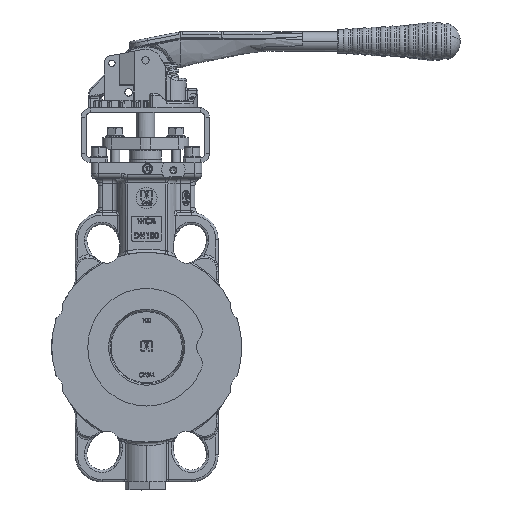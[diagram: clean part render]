
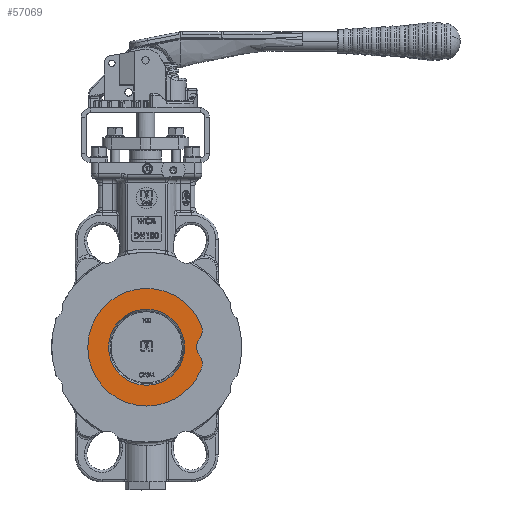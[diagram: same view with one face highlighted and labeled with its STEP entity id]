
A CAD part, top view. The second image highlights one B-rep face of the part: STEP entity #57069.
In plain terms, the highlighted planar face has unit normal (0, 0, 1).
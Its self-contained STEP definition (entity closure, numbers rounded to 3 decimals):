
#1856 = CARTESIAN_POINT ( 'NONE',  ( 0., 32.647, 22.3 ) ) ;
#3196 = ORIENTED_EDGE ( 'NONE', *, *, #202139, .F. ) ;
#4422 = FACE_BOUND ( 'NONE', #8861, .T. ) ;
#4432 = AXIS2_PLACEMENT_3D ( 'NONE', #162072, #59466, #179288 ) ;
#5369 = CARTESIAN_POINT ( 'NONE',  ( 55., 0., 22.3 ) ) ;
#8026 = EDGE_CURVE ( 'NONE', #101836, #97810, #18502, .T. ) ;
#8861 = EDGE_LOOP ( 'NONE', ( #119344, #15978 ) ) ;
#13753 = DIRECTION ( 'NONE',  ( 0., -1., 0. ) ) ;
#15094 = CARTESIAN_POINT ( 'NONE',  ( 0., 0., 22.3 ) ) ;
#15978 = ORIENTED_EDGE ( 'NONE', *, *, #218444, .T. ) ;
#18502 = CIRCLE ( 'NONE', #4432, 12. ) ;
#22603 = DIRECTION ( 'NONE',  ( 1., 0., 0. ) ) ;
#27784 = ORIENTED_EDGE ( 'NONE', *, *, #8026, .F. ) ;
#28252 = EDGE_LOOP ( 'NONE', ( #166352, #27784, #167082, #168538, #116240, #3196, #64257 ) ) ;
#28491 = AXIS2_PLACEMENT_3D ( 'NONE', #218989, #116386, #13753 ) ;
#32302 = DIRECTION ( 'NONE',  ( 1., 0., 0. ) ) ;
#35372 = DIRECTION ( 'NONE',  ( 0., 0., 1. ) ) ;
#35935 = VERTEX_POINT ( 'NONE', #126745 ) ;
#37239 = CIRCLE ( 'NONE', #216125, 12. ) ;
#38030 = EDGE_CURVE ( 'NONE', #169649, #97810, #144468, .T. ) ;
#42315 = CIRCLE ( 'NONE', #208722, 32.647 ) ;
#49924 = FACE_OUTER_BOUND ( 'NONE', #28252, .T. ) ;
#52902 = VERTEX_POINT ( 'NONE', #180464 ) ;
#57069 = ADVANCED_FACE ( 'NONE', ( #49924, #4422 ), #212873, .F. ) ;
#58025 = CARTESIAN_POINT ( 'NONE',  ( 0., 0., 22.3 ) ) ;
#59466 = DIRECTION ( 'NONE',  ( 0., 0., -1. ) ) ;
#64257 = ORIENTED_EDGE ( 'NONE', *, *, #126606, .F. ) ;
#73274 = CARTESIAN_POINT ( 'NONE',  ( 35.739, -14.318, 22.3 ) ) ;
#75298 = DIRECTION ( 'NONE',  ( 1., 0., 0. ) ) ;
#76600 = CARTESIAN_POINT ( 'NONE',  ( 0., 0., 22.3 ) ) ;
#77320 = CIRCLE ( 'NONE', #112189, 50.5 ) ;
#77323 = CIRCLE ( 'NONE', #207210, 12. ) ;
#79081 = EDGE_CURVE ( 'NONE', #104327, #208551, #90918, .T. ) ;
#80321 = AXIS2_PLACEMENT_3D ( 'NONE', #5369, #125208, #22603 ) ;
#86959 = CARTESIAN_POINT ( 'NONE',  ( 0., 0., 22.3 ) ) ;
#90410 = DIRECTION ( 'NONE',  ( 1., 0., 0. ) ) ;
#90918 = CIRCLE ( 'NONE', #114780, 50.5 ) ;
#92251 = VERTEX_POINT ( 'NONE', #1856 ) ;
#93756 = DIRECTION ( 'NONE',  ( 0., -1., 0. ) ) ;
#95481 = EDGE_CURVE ( 'NONE', #92251, #52902, #141821, .T. ) ;
#95957 = CARTESIAN_POINT ( 'NONE',  ( 35.739, -14.318, 22.3 ) ) ;
#97810 = VERTEX_POINT ( 'NONE', #170426 ) ;
#101836 = VERTEX_POINT ( 'NONE', #217936 ) ;
#104206 = DIRECTION ( 'NONE',  ( 0., -1., 0. ) ) ;
#104327 = VERTEX_POINT ( 'NONE', #158048 ) ;
#112189 = AXIS2_PLACEMENT_3D ( 'NONE', #15094, #134905, #32302 ) ;
#112760 = CARTESIAN_POINT ( 'NONE',  ( 0., 50.5, 22.3 ) ) ;
#113229 = DIRECTION ( 'NONE',  ( 1., 0., 0. ) ) ;
#114780 = AXIS2_PLACEMENT_3D ( 'NONE', #58025, #177834, #75298 ) ;
#115752 = AXIS2_PLACEMENT_3D ( 'NONE', #137952, #35372, #155161 ) ;
#116240 = ORIENTED_EDGE ( 'NONE', *, *, #79081, .T. ) ;
#116386 = DIRECTION ( 'NONE',  ( 0., 0., -1. ) ) ;
#119344 = ORIENTED_EDGE ( 'NONE', *, *, #95481, .T. ) ;
#125208 = DIRECTION ( 'NONE',  ( 0., 0., -1. ) ) ;
#126606 = EDGE_CURVE ( 'NONE', #169649, #35935, #77323, .T. ) ;
#126745 = CARTESIAN_POINT ( 'NONE',  ( 47.739, -14.318, 22.3 ) ) ;
#134905 = DIRECTION ( 'NONE',  ( 0., 0., 1. ) ) ;
#137952 = CARTESIAN_POINT ( 'NONE',  ( 0., 0., 22.3 ) ) ;
#141821 = CIRCLE ( 'NONE', #28491, 32.647 ) ;
#144468 = CIRCLE ( 'NONE', #80321, 12. ) ;
#153774 = EDGE_CURVE ( 'NONE', #101836, #216853, #77320, .T. ) ;
#155161 = DIRECTION ( 'NONE',  ( 1., 0., 0. ) ) ;
#157112 = EDGE_CURVE ( 'NONE', #216853, #104327, #206142, .T. ) ;
#158048 = CARTESIAN_POINT ( 'NONE',  ( 0., -50.5, 22.3 ) ) ;
#162072 = CARTESIAN_POINT ( 'NONE',  ( 35.739, 14.318, 22.3 ) ) ;
#166352 = ORIENTED_EDGE ( 'NONE', *, *, #38030, .T. ) ;
#167082 = ORIENTED_EDGE ( 'NONE', *, *, #153774, .T. ) ;
#167786 = CARTESIAN_POINT ( 'NONE',  ( 45.369, -7.159, 22.3 ) ) ;
#168538 = ORIENTED_EDGE ( 'NONE', *, *, #157112, .T. ) ;
#169649 = VERTEX_POINT ( 'NONE', #167786 ) ;
#170426 = CARTESIAN_POINT ( 'NONE',  ( 45.369, 7.159, 22.3 ) ) ;
#177834 = DIRECTION ( 'NONE',  ( 0., 0., 1. ) ) ;
#179288 = DIRECTION ( 'NONE',  ( 1., 0., 0. ) ) ;
#180464 = CARTESIAN_POINT ( 'NONE',  ( 0., -32.647, 22.3 ) ) ;
#193021 = DIRECTION ( 'NONE',  ( 0., 0., -1. ) ) ;
#196350 = DIRECTION ( 'NONE',  ( 0., 0., -1. ) ) ;
#196394 = AXIS2_PLACEMENT_3D ( 'NONE', #76600, #196350, #93756 ) ;
#202139 = EDGE_CURVE ( 'NONE', #35935, #208551, #37239, .T. ) ;
#203784 = CARTESIAN_POINT ( 'NONE',  ( 46.878, -18.781, 22.3 ) ) ;
#206142 = CIRCLE ( 'NONE', #115752, 50.5 ) ;
#206794 = DIRECTION ( 'NONE',  ( 0., 0., -1. ) ) ;
#207210 = AXIS2_PLACEMENT_3D ( 'NONE', #73274, #193021, #90410 ) ;
#208551 = VERTEX_POINT ( 'NONE', #203784 ) ;
#208722 = AXIS2_PLACEMENT_3D ( 'NONE', #86959, #206794, #104206 ) ;
#212873 = PLANE ( 'NONE',  #196394 ) ;
#215821 = DIRECTION ( 'NONE',  ( 0., 0., -1. ) ) ;
#216125 = AXIS2_PLACEMENT_3D ( 'NONE', #95957, #215821, #113229 ) ;
#216853 = VERTEX_POINT ( 'NONE', #112760 ) ;
#217936 = CARTESIAN_POINT ( 'NONE',  ( 46.878, 18.781, 22.3 ) ) ;
#218444 = EDGE_CURVE ( 'NONE', #52902, #92251, #42315, .T. ) ;
#218989 = CARTESIAN_POINT ( 'NONE',  ( 0., 0., 22.3 ) ) ;
